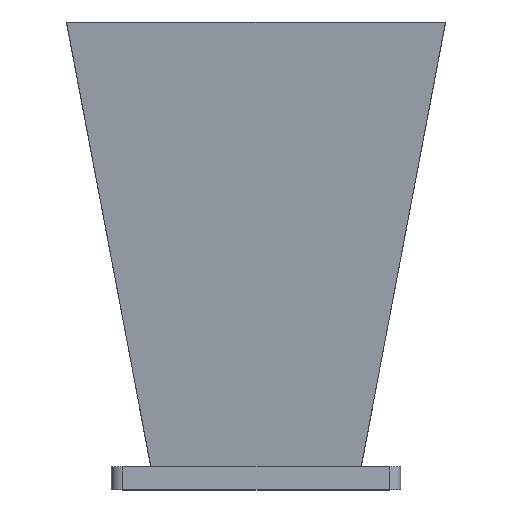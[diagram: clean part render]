
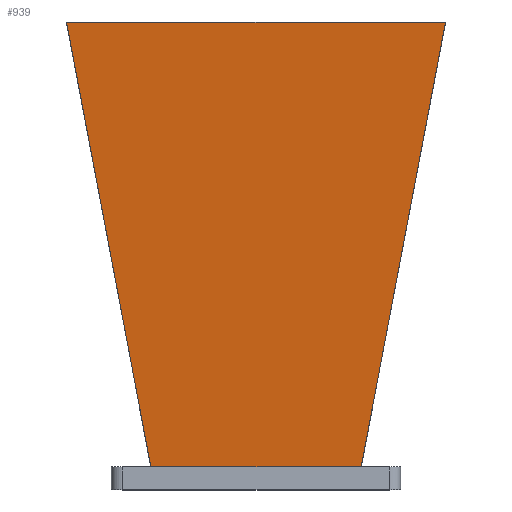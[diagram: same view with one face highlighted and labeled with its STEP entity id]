
A CAD part, top view. The second image highlights one B-rep face of the part: STEP entity #939.
In plain terms, the highlighted planar face has unit normal (0, -0.094, 0.996).
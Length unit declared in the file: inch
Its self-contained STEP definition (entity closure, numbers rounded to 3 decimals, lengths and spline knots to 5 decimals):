
#6 = VERTEX_POINT ( 'NONE', #364 ) ;
#28 = EDGE_CURVE ( 'NONE', #616, #668, #1014, .T. ) ;
#140 = CARTESIAN_POINT ( 'NONE',  ( 4.15137, 10.23045, 2.12346 ) ) ;
#159 = EDGE_CURVE ( 'NONE', #668, #6, #464, .T. ) ;
#176 = DIRECTION ( 'NONE',  ( 0., 0.094, -0.996 ) ) ;
#233 = EDGE_CURVE ( 'NONE', #239, #616, #688, .T. ) ;
#239 = VERTEX_POINT ( 'NONE', #1346 ) ;
#329 = VECTOR ( 'NONE', #1033, 39.37008 ) ;
#346 = DIRECTION ( 'NONE',  ( 1., 0., 0. ) ) ;
#355 = CARTESIAN_POINT ( 'NONE',  ( -4.46678, 11.89267, 2.28095 ) ) ;
#364 = CARTESIAN_POINT ( 'NONE',  ( -4.15137, 10.23045, 2.12346 ) ) ;
#374 = DIRECTION ( 'NONE',  ( 0.186, -0.978, -0.093 ) ) ;
#464 = LINE ( 'NONE', #656, #975 ) ;
#485 = ORIENTED_EDGE ( 'NONE', *, *, #1157, .T. ) ;
#616 = VERTEX_POINT ( 'NONE', #790 ) ;
#656 = CARTESIAN_POINT ( 'NONE',  ( 13.30541, 10.23045, 2.12346 ) ) ;
#668 = VERTEX_POINT ( 'NONE', #140 ) ;
#688 = LINE ( 'NONE', #1332, #1018 ) ;
#790 = CARTESIAN_POINT ( 'NONE',  ( 2.305, 0.5, 1.20151 ) ) ;
#839 = CARTESIAN_POINT ( 'NONE',  ( 13.30541, 10.23045, 2.12346 ) ) ;
#889 = ORIENTED_EDGE ( 'NONE', *, *, #233, .T. ) ;
#939 = ADVANCED_FACE ( 'NONE', ( #1057 ), #1395, .F. ) ;
#958 = ORIENTED_EDGE ( 'NONE', *, *, #28, .T. ) ;
#963 = DIRECTION ( 'NONE',  ( 0., 0.996, 0.094 ) ) ;
#975 = VECTOR ( 'NONE', #1312, 39.37008 ) ;
#983 = VECTOR ( 'NONE', #374, 39.37008 ) ;
#989 = EDGE_LOOP ( 'NONE', ( #1320, #485, #889, #958 ) ) ;
#1014 = LINE ( 'NONE', #1255, #329 ) ;
#1018 = VECTOR ( 'NONE', #346, 39.37008 ) ;
#1033 = DIRECTION ( 'NONE',  ( 0.186, 0.978, 0.093 ) ) ;
#1057 = FACE_OUTER_BOUND ( 'NONE', #989, .T. ) ;
#1157 = EDGE_CURVE ( 'NONE', #6, #239, #1279, .T. ) ;
#1255 = CARTESIAN_POINT ( 'NONE',  ( 4.46678, 11.89267, 2.28095 ) ) ;
#1259 = AXIS2_PLACEMENT_3D ( 'NONE', #839, #176, #963 ) ;
#1279 = LINE ( 'NONE', #355, #983 ) ;
#1312 = DIRECTION ( 'NONE',  ( -1., 0., 0. ) ) ;
#1320 = ORIENTED_EDGE ( 'NONE', *, *, #159, .T. ) ;
#1332 = CARTESIAN_POINT ( 'NONE',  ( -4.71888, 0.5, 1.20151 ) ) ;
#1346 = CARTESIAN_POINT ( 'NONE',  ( -2.305, 0.5, 1.20151 ) ) ;
#1395 = PLANE ( 'NONE',  #1259 ) ;
